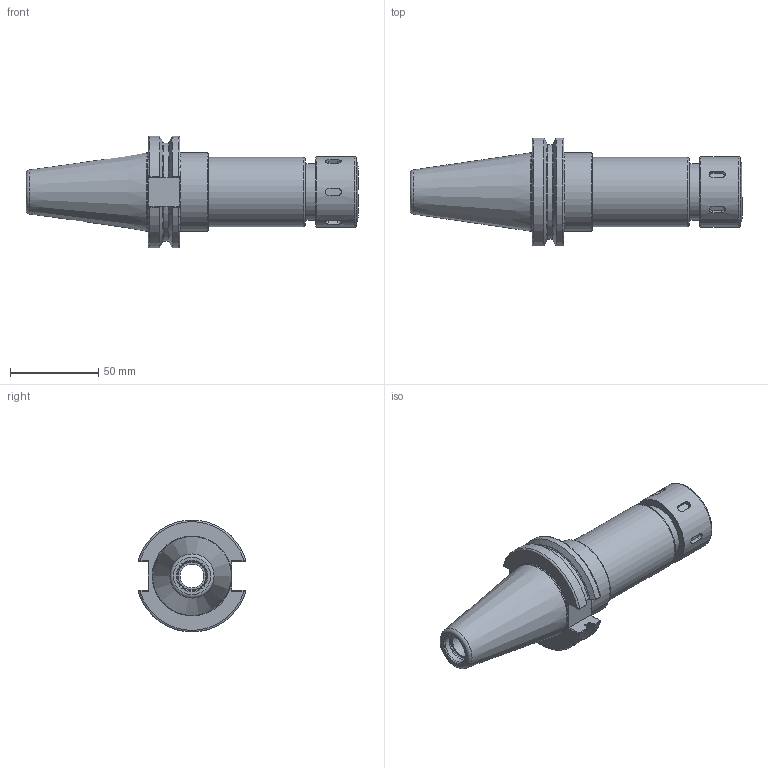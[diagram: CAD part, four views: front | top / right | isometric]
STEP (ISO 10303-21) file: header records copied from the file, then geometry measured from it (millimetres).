
FILE_DESCRIPTION(/* description */ (''),/* implementation_level */ '2;1');
FILE_NAME(/* name */ 'DCAT40-SX16-0472.stp',/* time_stamp */ '2019-06-18T13:43:16-05:00',/* author */ ('ldfli'),/* organization */ ('Pioneer N.A.'),/* preprocessor_version */ 'ST-DEVELOPER v18',/* originating_system */ 'Autodesk Inventor LT',/* authorisation */ '');
FILE_SCHEMA (('AUTOMOTIVE_DESIGN { 1 0 10303 214 3 1 1 }'));
Length unit declared in the file: millimetre
Products named in the file (1): DCAT40-SX16-0472
Bounding box: 188.25 x 61.14 x 63.31 mm (x, y, z)
Volume: 197903.8 mm3; surface area: 43848.1 mm2
Topology: 2 solids, 2 shells, 146 faces, 415 edges, 286 vertices
Faces by surface type: plane 59, cylinder 34, torus 21, cone 16, bspline 16
Full cylindrical faces by diameter (mm): 10 x1, 13.386 x1, 16.28 x1, 16.376 x1, 16.78 x1, 19.8 x1, 20.6 x1, 22 x1, 30.5 x1, 32 x1, 32.2 x1, 32.5 x1, 39.5 x1, 40 x1, 44.45 x2
Entity records: 5773 total; most frequent: CARTESIAN_POINT 1946, ORIENTED_EDGE 830, DIRECTION 766, EDGE_CURVE 415, AXIS2_PLACEMENT_3D 301, VERTEX_POINT 286, CIRCLE 170, LINE 164
